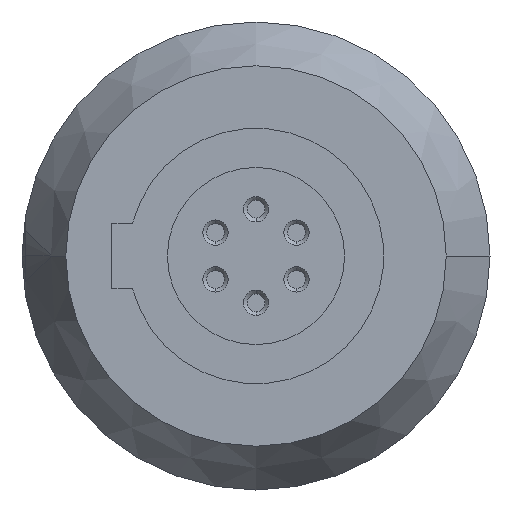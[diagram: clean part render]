
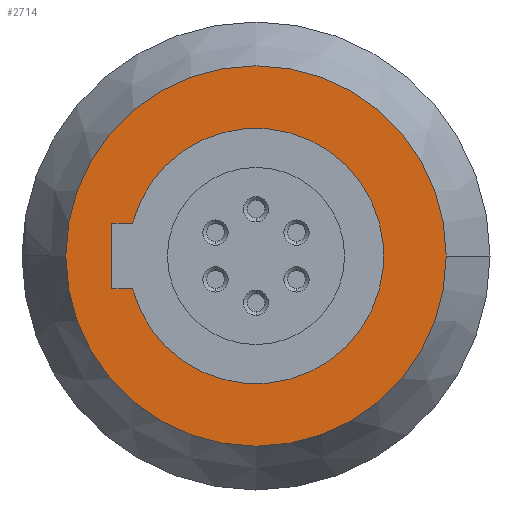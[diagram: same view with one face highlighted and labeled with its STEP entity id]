
A CAD part, left-side view. The second image highlights one B-rep face of the part: STEP entity #2714.
In plain terms, the highlighted planar face has unit normal (-1, 0, 0).
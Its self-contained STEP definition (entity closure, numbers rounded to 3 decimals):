
#483=CARTESIAN_POINT('',(-15.4,0.,0.));
#484=DIRECTION('',(-1.,0.,0.));
#485=DIRECTION('',(0.,1.,0.));
#486=AXIS2_PLACEMENT_3D('',#483,#484,#485);
#488=CARTESIAN_POINT('',(-15.4,0.,0.));
#489=DIRECTION('',(1.,0.,0.));
#490=DIRECTION('',(0.,1.,0.));
#491=AXIS2_PLACEMENT_3D('',#488,#489,#490);
#493=DIRECTION('',(0.,-1.,0.));
#494=VECTOR('',#493,0.82);
#495=CARTESIAN_POINT('',(-15.4,5.7,1.3));
#496=LINE('',#495,#494);
#497=DIRECTION('',(0.,0.,1.));
#498=VECTOR('',#497,2.6);
#499=CARTESIAN_POINT('',(-15.4,5.7,-1.3));
#500=LINE('',#499,#498);
#501=DIRECTION('',(0.,1.,0.));
#502=VECTOR('',#501,0.82);
#503=CARTESIAN_POINT('',(-15.4,4.88,-1.3));
#504=LINE('',#503,#502);
#505=CARTESIAN_POINT('',(-15.4,0.,0.));
#506=DIRECTION('',(1.,0.,0.));
#507=DIRECTION('',(0.,0.966,0.257));
#508=AXIS2_PLACEMENT_3D('',#505,#506,#507);
#1717=CARTESIAN_POINT('',(-15.4,-7.518,0.));
#1718=VERTEX_POINT('',#1717);
#1719=CARTESIAN_POINT('',(-15.4,7.518,0.));
#1720=VERTEX_POINT('',#1719);
#2005=CARTESIAN_POINT('',(-15.4,4.88,1.3));
#2006=CARTESIAN_POINT('',(-15.4,4.88,-1.3));
#2007=VERTEX_POINT('',#2005);
#2008=VERTEX_POINT('',#2006);
#2017=CARTESIAN_POINT('',(-15.4,5.7,-1.3));
#2018=VERTEX_POINT('',#2017);
#2019=CARTESIAN_POINT('',(-15.4,5.7,1.3));
#2020=VERTEX_POINT('',#2019);
#2695=CARTESIAN_POINT('',(-15.4,0.,0.));
#2696=DIRECTION('',(1.,0.,0.));
#2697=DIRECTION('',(0.,-1.,0.));
#2698=AXIS2_PLACEMENT_3D('',#2695,#2696,#2697);
#2699=PLANE('',#2698);
#2700=ORIENTED_EDGE('',*,*,#2588,.F.);
#2701=ORIENTED_EDGE('',*,*,#2681,.T.);
#2702=EDGE_LOOP('',(#2700,#2701));
#2703=FACE_OUTER_BOUND('',#2702,.F.);
#2705=ORIENTED_EDGE('',*,*,#2704,.F.);
#2707=ORIENTED_EDGE('',*,*,#2706,.F.);
#2709=ORIENTED_EDGE('',*,*,#2708,.F.);
#2711=ORIENTED_EDGE('',*,*,#2710,.F.);
#2712=EDGE_LOOP('',(#2705,#2707,#2709,#2711));
#2713=FACE_BOUND('',#2712,.F.);
#487=CIRCLE('',#486,7.518);
#492=CIRCLE('',#491,7.518);
#509=CIRCLE('',#508,5.05);
#2588=EDGE_CURVE('',#1720,#1718,#487,.T.);
#2681=EDGE_CURVE('',#1720,#1718,#492,.T.);
#2704=EDGE_CURVE('',#2007,#2008,#509,.T.);
#2706=EDGE_CURVE('',#2020,#2007,#496,.T.);
#2708=EDGE_CURVE('',#2018,#2020,#500,.T.);
#2710=EDGE_CURVE('',#2008,#2018,#504,.T.);
#2714=ADVANCED_FACE('',(#2703,#2713),#2699,.F.);
